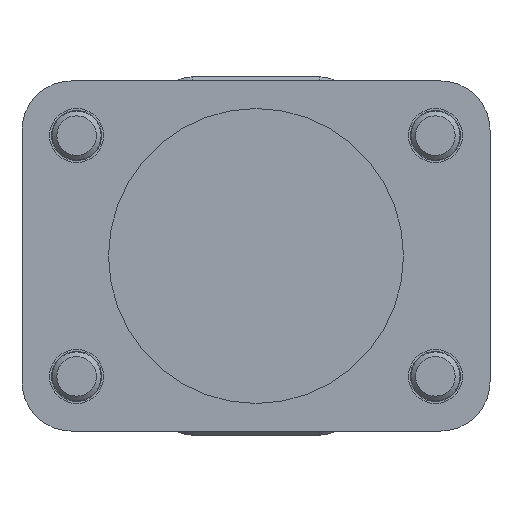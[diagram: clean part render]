
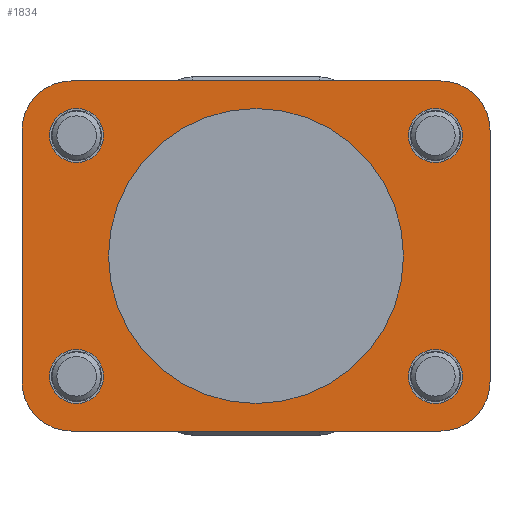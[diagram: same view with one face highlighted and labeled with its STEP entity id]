
A CAD part, front view. The second image highlights one B-rep face of the part: STEP entity #1834.
In plain terms, the highlighted planar face has unit normal (0, -1, 0).
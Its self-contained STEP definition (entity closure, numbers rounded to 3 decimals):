
#88=CIRCLE('',#1990,5.);
#90=CIRCLE('',#1994,5.);
#92=CIRCLE('',#1997,5.);
#94=CIRCLE('',#2000,5.);
#99=CIRCLE('',#2011,2.75);
#100=CIRCLE('',#2012,2.75);
#101=CIRCLE('',#2013,2.75);
#102=CIRCLE('',#2014,2.75);
#103=CIRCLE('',#2015,15.);
#288=ORIENTED_EDGE('',*,*,#784,.T.);
#289=ORIENTED_EDGE('',*,*,#785,.T.);
#290=ORIENTED_EDGE('',*,*,#786,.T.);
#291=ORIENTED_EDGE('',*,*,#787,.T.);
#292=ORIENTED_EDGE('',*,*,#788,.T.);
#293=ORIENTED_EDGE('',*,*,#742,.F.);
#294=ORIENTED_EDGE('',*,*,#781,.F.);
#295=ORIENTED_EDGE('',*,*,#738,.F.);
#296=ORIENTED_EDGE('',*,*,#776,.F.);
#297=ORIENTED_EDGE('',*,*,#730,.F.);
#298=ORIENTED_EDGE('',*,*,#773,.F.);
#299=ORIENTED_EDGE('',*,*,#746,.F.);
#300=ORIENTED_EDGE('',*,*,#766,.F.);
#730=EDGE_CURVE('',#984,#985,#88,.T.);
#738=EDGE_CURVE('',#992,#993,#90,.T.);
#742=EDGE_CURVE('',#996,#997,#92,.T.);
#746=EDGE_CURVE('',#1000,#1001,#94,.T.);
#766=EDGE_CURVE('',#997,#1000,#1181,.T.);
#773=EDGE_CURVE('',#1001,#984,#1188,.T.);
#776=EDGE_CURVE('',#985,#992,#1191,.T.);
#781=EDGE_CURVE('',#993,#996,#1196,.T.);
#784=EDGE_CURVE('',#1026,#1026,#99,.T.);
#785=EDGE_CURVE('',#1027,#1027,#100,.T.);
#786=EDGE_CURVE('',#1028,#1028,#101,.T.);
#787=EDGE_CURVE('',#1029,#1029,#102,.T.);
#788=EDGE_CURVE('',#1030,#1030,#103,.T.);
#984=VERTEX_POINT('',#2811);
#985=VERTEX_POINT('',#2813);
#992=VERTEX_POINT('',#2829);
#993=VERTEX_POINT('',#2831);
#996=VERTEX_POINT('',#2838);
#997=VERTEX_POINT('',#2840);
#1000=VERTEX_POINT('',#2847);
#1001=VERTEX_POINT('',#2849);
#1026=VERTEX_POINT('',#2918);
#1027=VERTEX_POINT('',#2920);
#1028=VERTEX_POINT('',#2922);
#1029=VERTEX_POINT('',#2924);
#1030=VERTEX_POINT('',#2926);
#1181=LINE('',#2888,#1331);
#1188=LINE('',#2899,#1338);
#1191=LINE('',#2904,#1341);
#1196=LINE('',#2912,#1346);
#1331=VECTOR('',#2278,1000.);
#1338=VECTOR('',#2287,1000.);
#1341=VECTOR('',#2292,1000.);
#1346=VECTOR('',#2299,1000.);
#1462=EDGE_LOOP('',(#288));
#1463=EDGE_LOOP('',(#289));
#1464=EDGE_LOOP('',(#290));
#1465=EDGE_LOOP('',(#291));
#1466=EDGE_LOOP('',(#292));
#1467=EDGE_LOOP('',(#293,#294,#295,#296,#297,#298,#299,#300));
#1616=FACE_BOUND('',#1462,.T.);
#1617=FACE_BOUND('',#1463,.T.);
#1618=FACE_BOUND('',#1464,.T.);
#1619=FACE_BOUND('',#1465,.T.);
#1620=FACE_BOUND('',#1466,.T.);
#1621=FACE_BOUND('',#1467,.T.);
#1767=PLANE('',#2010);
#1834=ADVANCED_FACE('',(#1616,#1617,#1618,#1619,#1620,#1621),#1767,.F.);
#1990=AXIS2_PLACEMENT_3D('',#2812,#2219,#2220);
#1994=AXIS2_PLACEMENT_3D('',#2830,#2233,#2234);
#1997=AXIS2_PLACEMENT_3D('',#2839,#2241,#2242);
#2000=AXIS2_PLACEMENT_3D('',#2848,#2249,#2250);
#2010=AXIS2_PLACEMENT_3D('',#2916,#2302,#2303);
#2011=AXIS2_PLACEMENT_3D('',#2917,#2304,#2305);
#2012=AXIS2_PLACEMENT_3D('',#2919,#2306,#2307);
#2013=AXIS2_PLACEMENT_3D('',#2921,#2308,#2309);
#2014=AXIS2_PLACEMENT_3D('',#2923,#2310,#2311);
#2015=AXIS2_PLACEMENT_3D('',#2925,#2312,#2313);
#2219=DIRECTION('',(0.,1.,0.));
#2220=DIRECTION('',(1.,0.,0.));
#2233=DIRECTION('',(0.,1.,0.));
#2234=DIRECTION('',(1.,0.,0.));
#2241=DIRECTION('',(0.,1.,0.));
#2242=DIRECTION('',(1.,0.,0.));
#2249=DIRECTION('',(0.,1.,0.));
#2250=DIRECTION('',(1.,0.,0.));
#2278=DIRECTION('',(0.,0.,1.));
#2287=DIRECTION('',(1.,0.,0.));
#2292=DIRECTION('',(0.,0.,-1.));
#2299=DIRECTION('',(-1.,0.,0.));
#2302=DIRECTION('',(0.,1.,0.));
#2303=DIRECTION('',(0.,0.,1.));
#2304=DIRECTION('',(0.,1.,0.));
#2305=DIRECTION('',(1.,0.,0.));
#2306=DIRECTION('',(0.,1.,0.));
#2307=DIRECTION('',(1.,0.,0.));
#2308=DIRECTION('',(0.,1.,0.));
#2309=DIRECTION('',(1.,0.,0.));
#2310=DIRECTION('',(0.,1.,0.));
#2311=DIRECTION('',(1.,0.,0.));
#2312=DIRECTION('',(0.,1.,0.));
#2313=DIRECTION('',(1.,0.,0.));
#2811=CARTESIAN_POINT('',(18.8,0.,17.8));
#2812=CARTESIAN_POINT('',(18.8,0.,12.8));
#2813=CARTESIAN_POINT('',(23.8,0.,12.8));
#2829=CARTESIAN_POINT('',(23.8,0.,-12.8));
#2830=CARTESIAN_POINT('',(18.8,0.,-12.8));
#2831=CARTESIAN_POINT('',(18.8,0.,-17.8));
#2838=CARTESIAN_POINT('',(-18.8,0.,-17.8));
#2839=CARTESIAN_POINT('',(-18.8,0.,-12.8));
#2840=CARTESIAN_POINT('',(-23.8,0.,-12.8));
#2847=CARTESIAN_POINT('',(-23.8,0.,12.8));
#2848=CARTESIAN_POINT('',(-18.8,0.,12.8));
#2849=CARTESIAN_POINT('',(-18.8,0.,17.8));
#2888=CARTESIAN_POINT('',(-23.8,0.,-12.8));
#2899=CARTESIAN_POINT('',(-18.8,0.,17.8));
#2904=CARTESIAN_POINT('',(23.8,0.,12.8));
#2912=CARTESIAN_POINT('',(18.8,0.,-17.8));
#2916=CARTESIAN_POINT('',(-18.8,0.,-12.8));
#2917=CARTESIAN_POINT('',(18.25,0.,-12.25));
#2918=CARTESIAN_POINT('',(21.,0.,-12.25));
#2919=CARTESIAN_POINT('',(-18.25,0.,-12.25));
#2920=CARTESIAN_POINT('',(-15.5,0.,-12.25));
#2921=CARTESIAN_POINT('',(18.25,0.,12.25));
#2922=CARTESIAN_POINT('',(21.,0.,12.25));
#2923=CARTESIAN_POINT('',(-18.25,0.,12.25));
#2924=CARTESIAN_POINT('',(-15.5,0.,12.25));
#2925=CARTESIAN_POINT('',(0.,0.,0.));
#2926=CARTESIAN_POINT('',(15.,0.,0.));
